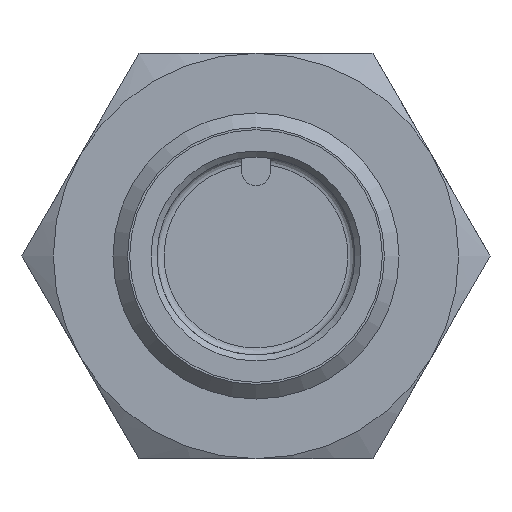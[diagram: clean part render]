
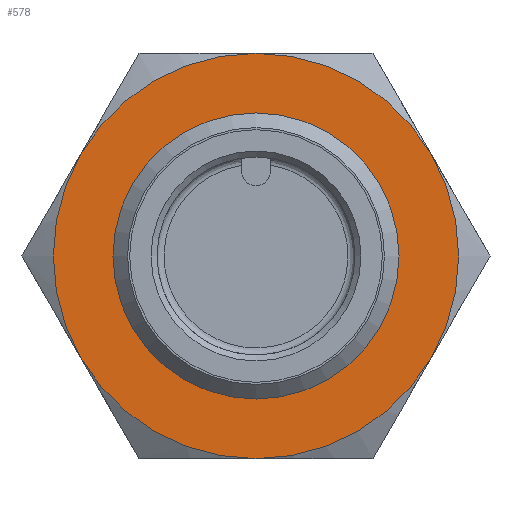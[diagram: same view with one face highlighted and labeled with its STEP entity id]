
A CAD part, left-side view. The second image highlights one B-rep face of the part: STEP entity #578.
In plain terms, the highlighted planar face has unit normal (-1, 0, 0).
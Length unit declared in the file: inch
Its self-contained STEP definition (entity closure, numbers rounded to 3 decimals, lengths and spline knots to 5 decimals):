
#40 = ORIENTED_EDGE ( 'NONE', *, *, #1183, .F. ) ;
#62 = DIRECTION ( 'NONE',  ( 1., 0., 0. ) ) ;
#81 = VERTEX_POINT ( 'NONE', #1458 ) ;
#98 = CIRCLE ( 'NONE', #982, 0.33465 ) ;
#101 = CIRCLE ( 'NONE', #1931, 0.23622 ) ;
#109 = FACE_OUTER_BOUND ( 'NONE', #255, .T. ) ;
#117 = VERTEX_POINT ( 'NONE', #1081 ) ;
#174 = CARTESIAN_POINT ( 'NONE',  ( 0.98425, 0., 0. ) ) ;
#205 = CIRCLE ( 'NONE', #856, 0.33465 ) ;
#219 = DIRECTION ( 'NONE',  ( 0., 1., 0. ) ) ;
#255 = EDGE_LOOP ( 'NONE', ( #650, #2082, #729, #1411, #1662, #40 ) ) ;
#320 = DIRECTION ( 'NONE',  ( 1., 0., 0. ) ) ;
#331 = EDGE_CURVE ( 'NONE', #1226, #1226, #101, .T. ) ;
#405 = VERTEX_POINT ( 'NONE', #1447 ) ;
#541 = CARTESIAN_POINT ( 'NONE',  ( 0.98425, 0., 0. ) ) ;
#558 = CIRCLE ( 'NONE', #1319, 0.33465 ) ;
#578 = ADVANCED_FACE ( 'NONE', ( #1029, #109 ), #2731, .F. ) ;
#618 = CARTESIAN_POINT ( 'NONE',  ( 0.98425, 0., 0. ) ) ;
#629 = EDGE_CURVE ( 'NONE', #117, #1016, #205, .T. ) ;
#650 = ORIENTED_EDGE ( 'NONE', *, *, #629, .F. ) ;
#729 = ORIENTED_EDGE ( 'NONE', *, *, #2659, .F. ) ;
#747 = DIRECTION ( 'NONE',  ( 0., 0., -1. ) ) ;
#748 = AXIS2_PLACEMENT_3D ( 'NONE', #1876, #2541, #759 ) ;
#759 = DIRECTION ( 'NONE',  ( 0., 1., 0. ) ) ;
#802 = CIRCLE ( 'NONE', #2796, 0.33465 ) ;
#856 = AXIS2_PLACEMENT_3D ( 'NONE', #174, #1324, #2203 ) ;
#874 = DIRECTION ( 'NONE',  ( 0., 1., 0. ) ) ;
#923 = DIRECTION ( 'NONE',  ( 0., 1., 0. ) ) ;
#982 = AXIS2_PLACEMENT_3D ( 'NONE', #1175, #1862, #2504 ) ;
#1016 = VERTEX_POINT ( 'NONE', #1027 ) ;
#1027 = CARTESIAN_POINT ( 'NONE',  ( 0.98425, 0.28981, -0.16732 ) ) ;
#1029 = FACE_BOUND ( 'NONE', #2155, .T. ) ;
#1034 = AXIS2_PLACEMENT_3D ( 'NONE', #1773, #1327, #874 ) ;
#1081 = CARTESIAN_POINT ( 'NONE',  ( 0.98425, 0., -0.33465 ) ) ;
#1175 = CARTESIAN_POINT ( 'NONE',  ( 0.98425, 0., 0. ) ) ;
#1183 = EDGE_CURVE ( 'NONE', #1016, #2763, #558, .T. ) ;
#1216 = EDGE_CURVE ( 'NONE', #2763, #405, #2657, .T. ) ;
#1226 = VERTEX_POINT ( 'NONE', #2118 ) ;
#1319 = AXIS2_PLACEMENT_3D ( 'NONE', #618, #1518, #219 ) ;
#1324 = DIRECTION ( 'NONE',  ( 1., 0., 0. ) ) ;
#1327 = DIRECTION ( 'NONE',  ( 1., 0., 0. ) ) ;
#1385 = DIRECTION ( 'NONE',  ( 0., 0., 1. ) ) ;
#1411 = ORIENTED_EDGE ( 'NONE', *, *, #2212, .F. ) ;
#1447 = CARTESIAN_POINT ( 'NONE',  ( 0.98425, 0., 0.33465 ) ) ;
#1458 = CARTESIAN_POINT ( 'NONE',  ( 0.98425, -0.28981, -0.16732 ) ) ;
#1518 = DIRECTION ( 'NONE',  ( 1., 0., 0. ) ) ;
#1522 = VERTEX_POINT ( 'NONE', #2116 ) ;
#1662 = ORIENTED_EDGE ( 'NONE', *, *, #1216, .F. ) ;
#1773 = CARTESIAN_POINT ( 'NONE',  ( 0.98425, 0., 0. ) ) ;
#1862 = DIRECTION ( 'NONE',  ( 1., 0., 0. ) ) ;
#1876 = CARTESIAN_POINT ( 'NONE',  ( 0.98425, 0., 0. ) ) ;
#1931 = AXIS2_PLACEMENT_3D ( 'NONE', #2688, #2267, #1385 ) ;
#2082 = ORIENTED_EDGE ( 'NONE', *, *, #2227, .F. ) ;
#2116 = CARTESIAN_POINT ( 'NONE',  ( 0.98425, -0.28981, 0.16732 ) ) ;
#2118 = CARTESIAN_POINT ( 'NONE',  ( 0.98425, 0., 0.23622 ) ) ;
#2155 = EDGE_LOOP ( 'NONE', ( #2836 ) ) ;
#2203 = DIRECTION ( 'NONE',  ( 0., 1., 0. ) ) ;
#2212 = EDGE_CURVE ( 'NONE', #405, #1522, #98, .T. ) ;
#2227 = EDGE_CURVE ( 'NONE', #81, #117, #2615, .T. ) ;
#2267 = DIRECTION ( 'NONE',  ( 1., 0., 0. ) ) ;
#2275 = CARTESIAN_POINT ( 'NONE',  ( 0.98425, 0., 0. ) ) ;
#2288 = CARTESIAN_POINT ( 'NONE',  ( 0.98425, 0.28981, 0.16732 ) ) ;
#2487 = AXIS2_PLACEMENT_3D ( 'NONE', #541, #320, #747 ) ;
#2504 = DIRECTION ( 'NONE',  ( 0., 1., 0. ) ) ;
#2541 = DIRECTION ( 'NONE',  ( 1., 0., 0. ) ) ;
#2615 = CIRCLE ( 'NONE', #748, 0.33465 ) ;
#2657 = CIRCLE ( 'NONE', #1034, 0.33465 ) ;
#2659 = EDGE_CURVE ( 'NONE', #1522, #81, #802, .T. ) ;
#2688 = CARTESIAN_POINT ( 'NONE',  ( 0.98425, 0., 0. ) ) ;
#2731 = PLANE ( 'NONE',  #2487 ) ;
#2763 = VERTEX_POINT ( 'NONE', #2288 ) ;
#2796 = AXIS2_PLACEMENT_3D ( 'NONE', #2275, #62, #923 ) ;
#2836 = ORIENTED_EDGE ( 'NONE', *, *, #331, .T. ) ;
